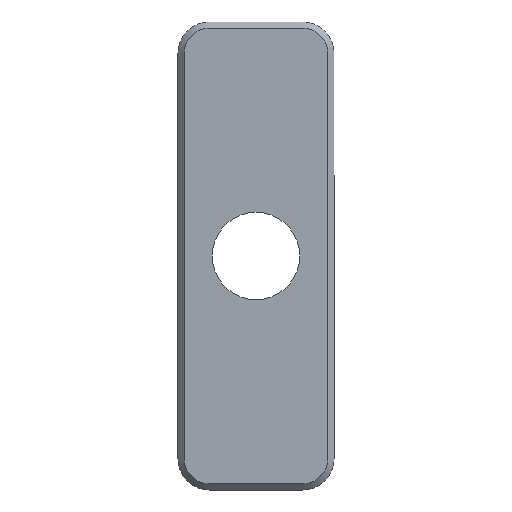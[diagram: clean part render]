
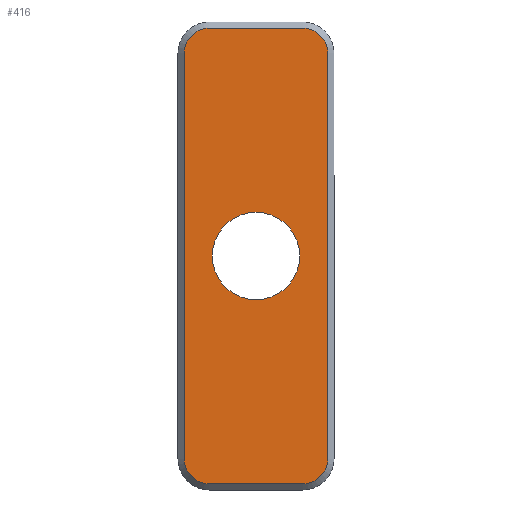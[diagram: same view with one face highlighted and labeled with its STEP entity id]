
A CAD part, front view. The second image highlights one B-rep face of the part: STEP entity #416.
In plain terms, the highlighted planar face has unit normal (0, -1, 0).
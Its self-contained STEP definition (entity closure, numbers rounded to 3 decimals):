
#23=FACE_BOUND('',#72,.T.);
#29=PLANE('',#459);
#44=FACE_OUTER_BOUND('',#71,.T.);
#71=EDGE_LOOP('',(#308,#309,#310,#311,#312,#313,#314,#315));
#72=EDGE_LOOP('',(#316));
#112=LINE('',#678,#153);
#113=LINE('',#682,#154);
#114=LINE('',#686,#155);
#115=LINE('',#689,#156);
#153=VECTOR('',#534,1000.);
#154=VECTOR('',#537,1000.);
#155=VECTOR('',#540,1000.);
#156=VECTOR('',#543,1000.);
#178=CIRCLE('',#454,1.4);
#179=CIRCLE('',#460,0.8);
#180=CIRCLE('',#461,0.8);
#181=CIRCLE('',#462,0.8);
#182=CIRCLE('',#463,0.8);
#196=VERTEX_POINT('',#634);
#213=VERTEX_POINT('',#674);
#214=VERTEX_POINT('',#675);
#215=VERTEX_POINT('',#677);
#216=VERTEX_POINT('',#679);
#217=VERTEX_POINT('',#681);
#218=VERTEX_POINT('',#683);
#219=VERTEX_POINT('',#685);
#220=VERTEX_POINT('',#687);
#231=EDGE_CURVE('',#196,#196,#178,.T.);
#248=EDGE_CURVE('',#213,#214,#179,.T.);
#249=EDGE_CURVE('',#214,#215,#112,.T.);
#250=EDGE_CURVE('',#215,#216,#180,.T.);
#251=EDGE_CURVE('',#216,#217,#113,.T.);
#252=EDGE_CURVE('',#217,#218,#181,.T.);
#253=EDGE_CURVE('',#218,#219,#114,.T.);
#254=EDGE_CURVE('',#219,#220,#182,.T.);
#255=EDGE_CURVE('',#220,#213,#115,.T.);
#308=ORIENTED_EDGE('',*,*,#248,.T.);
#309=ORIENTED_EDGE('',*,*,#249,.T.);
#310=ORIENTED_EDGE('',*,*,#250,.T.);
#311=ORIENTED_EDGE('',*,*,#251,.T.);
#312=ORIENTED_EDGE('',*,*,#252,.T.);
#313=ORIENTED_EDGE('',*,*,#253,.T.);
#314=ORIENTED_EDGE('',*,*,#254,.T.);
#315=ORIENTED_EDGE('',*,*,#255,.T.);
#316=ORIENTED_EDGE('',*,*,#231,.F.);
#416=ADVANCED_FACE('',(#44,#23),#29,.F.);
#454=AXIS2_PLACEMENT_3D('',#636,#504,#505);
#459=AXIS2_PLACEMENT_3D('',#673,#530,#531);
#460=AXIS2_PLACEMENT_3D('',#676,#532,#533);
#461=AXIS2_PLACEMENT_3D('',#680,#535,#536);
#462=AXIS2_PLACEMENT_3D('',#684,#538,#539);
#463=AXIS2_PLACEMENT_3D('',#688,#541,#542);
#504=DIRECTION('center_axis',(0.,-1.,0.));
#505=DIRECTION('ref_axis',(0.,0.,1.));
#530=DIRECTION('center_axis',(0.,1.,0.));
#531=DIRECTION('ref_axis',(0.,0.,-1.));
#532=DIRECTION('center_axis',(0.,-1.,0.));
#533=DIRECTION('ref_axis',(0.,0.,-1.));
#534=DIRECTION('',(0.,0.,1.));
#535=DIRECTION('center_axis',(0.,-1.,0.));
#536=DIRECTION('ref_axis',(0.,0.,-1.));
#537=DIRECTION('',(-1.,0.,0.));
#538=DIRECTION('center_axis',(0.,-1.,0.));
#539=DIRECTION('ref_axis',(0.,0.,-1.));
#540=DIRECTION('',(0.,0.,-1.));
#541=DIRECTION('center_axis',(0.,-1.,0.));
#542=DIRECTION('ref_axis',(0.,0.,-1.));
#543=DIRECTION('',(1.,0.,0.));
#634=CARTESIAN_POINT('',(-3.998,-8.086,264.3));
#636=CARTESIAN_POINT('Origin',(-3.998,-8.086,265.7));
#673=CARTESIAN_POINT('Origin',(-3.998,-8.086,265.7));
#674=CARTESIAN_POINT('',(-2.498,-8.086,258.4));
#675=CARTESIAN_POINT('',(-1.698,-8.086,259.2));
#676=CARTESIAN_POINT('Origin',(-2.498,-8.086,259.2));
#677=CARTESIAN_POINT('',(-1.698,-8.086,272.2));
#678=CARTESIAN_POINT('',(-1.698,-8.086,265.7));
#679=CARTESIAN_POINT('',(-2.498,-8.086,273.));
#680=CARTESIAN_POINT('Origin',(-2.498,-8.086,272.2));
#681=CARTESIAN_POINT('',(-5.498,-8.086,273.));
#682=CARTESIAN_POINT('',(-3.998,-8.086,273.));
#683=CARTESIAN_POINT('',(-6.298,-8.086,272.2));
#684=CARTESIAN_POINT('Origin',(-5.498,-8.086,272.2));
#685=CARTESIAN_POINT('',(-6.298,-8.086,259.2));
#686=CARTESIAN_POINT('',(-6.298,-8.086,265.7));
#687=CARTESIAN_POINT('',(-5.498,-8.086,258.4));
#688=CARTESIAN_POINT('Origin',(-5.498,-8.086,259.2));
#689=CARTESIAN_POINT('',(-3.998,-8.086,258.4));
